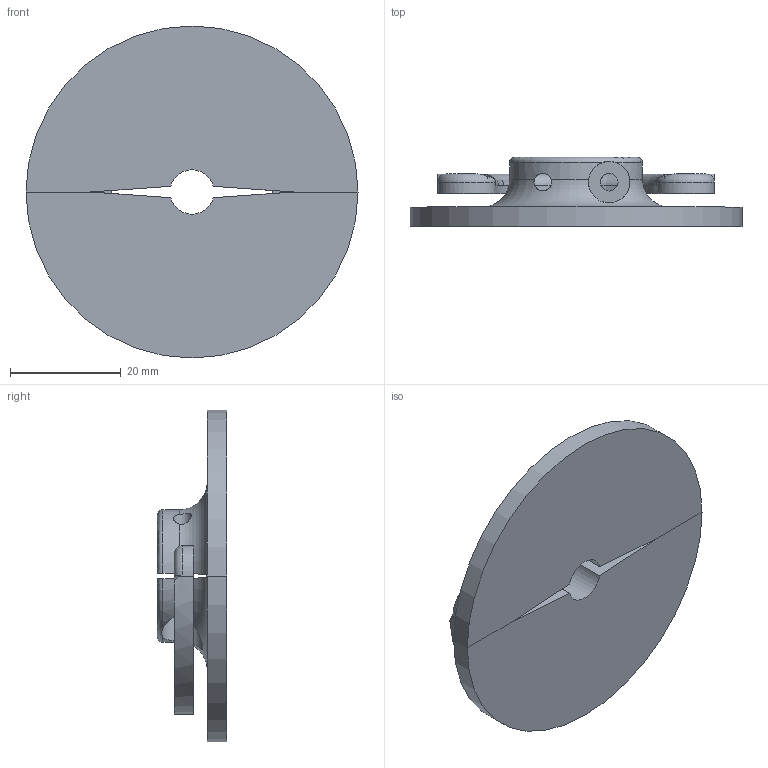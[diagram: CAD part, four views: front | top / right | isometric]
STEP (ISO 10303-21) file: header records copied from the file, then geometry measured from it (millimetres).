
FILE_DESCRIPTION(/* description */ (''),/* implementation_level */ '2;1');
FILE_NAME(/* name */ 'ec150e39-c884-4d7f-b374-479707f525e4.stp',/* time_stamp */ '2020-07-29T16:39:59+00:00',/* author */ (''),/* organization */ (''),/* preprocessor_version */ 'ST-DEVELOPER v18.1',/* originating_system */ 'Autodesk Translation Framework v9.3.0.1241',/* authorisation */ '');
FILE_SCHEMA (('AUTOMOTIVE_DESIGN { 1 0 10303 214 3 1 1 }'));
Length unit declared in the file: millimetre
Products named in the file (1): PCBmotor-TestSetupSensor
Bounding box: 60 x 12.5 x 60 mm (x, y, z)
Volume: 13609 mm3; surface area: 10952.1 mm2
Topology: 3 solids, 3 shells, 173 faces, 440 edges, 290 vertices
Faces by surface type: plane 138, cylinder 24, torus 9, bspline 2
Full cylindrical faces by diameter (mm): 3.2 x6, 4.2 x2, 7.5 x1
Entity records: 5618 total; most frequent: CARTESIAN_POINT 1389, ORIENTED_EDGE 876, DIRECTION 810, EDGE_CURVE 438, LINE 338, VECTOR 338, VERTEX_POINT 290, AXIS2_PLACEMENT_3D 236
